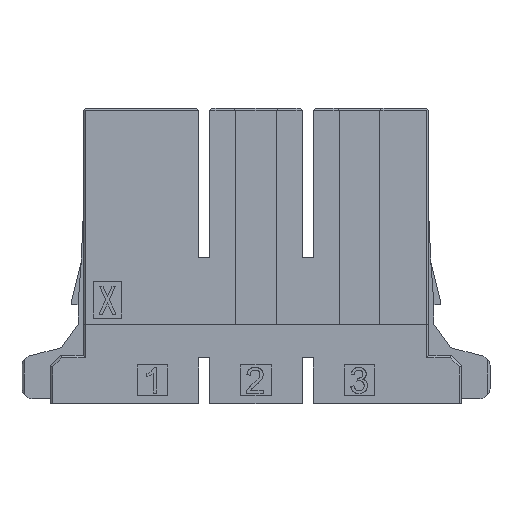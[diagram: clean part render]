
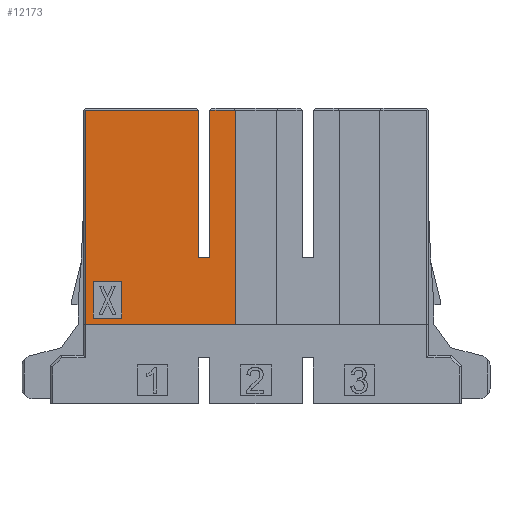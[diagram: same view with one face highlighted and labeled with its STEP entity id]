
A CAD part, top view. The second image highlights one B-rep face of the part: STEP entity #12173.
In plain terms, the highlighted planar face has unit normal (0, 0, 1).
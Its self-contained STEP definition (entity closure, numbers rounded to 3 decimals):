
#35=CARTESIAN_POINT('',(-16.76,-0.2,3.28));
#36=VERTEX_POINT('',#35);
#149=CARTESIAN_POINT('',(-2.,-0.2,3.28));
#150=VERTEX_POINT('',#149);
#157=CARTESIAN_POINT('',(-2.,-0.2,3.28));
#158=DIRECTION('',(-1.,0.,0.));
#159=VECTOR('',#158,14.76);
#160=LINE('',#157,#159);
#161=EDGE_CURVE('',#150,#36,#160,.T.);
#1180=CARTESIAN_POINT('',(-2.,20.8,3.28));
#1181=VERTEX_POINT('',#1180);
#1188=CARTESIAN_POINT('',(-2.,20.8,3.28));
#1189=DIRECTION('',(0.,-1.,0.));
#1190=VECTOR('',#1189,21.);
#1191=LINE('',#1188,#1190);
#1192=EDGE_CURVE('',#1181,#150,#1191,.T.);
#10184=CARTESIAN_POINT('',(-4.53,6.3,3.28));
#10185=VERTEX_POINT('',#10184);
#10192=CARTESIAN_POINT('',(-4.53,20.8,3.28));
#10193=VERTEX_POINT('',#10192);
#10194=CARTESIAN_POINT('',(-4.53,6.3,3.28));
#10195=DIRECTION('',(0.,1.,0.));
#10196=VECTOR('',#10195,14.5);
#10197=LINE('',#10194,#10196);
#10198=EDGE_CURVE('',#10185,#10193,#10197,.T.);
#10309=CARTESIAN_POINT('',(-5.63,20.8,3.28));
#10310=VERTEX_POINT('',#10309);
#10317=CARTESIAN_POINT('',(-5.63,6.3,3.28));
#10318=VERTEX_POINT('',#10317);
#10319=CARTESIAN_POINT('',(-5.63,20.8,3.28));
#10320=DIRECTION('',(0.,-1.,0.));
#10321=VECTOR('',#10320,14.5);
#10322=LINE('',#10319,#10321);
#10323=EDGE_CURVE('',#10310,#10318,#10322,.T.);
#10364=CARTESIAN_POINT('',(-5.63,6.3,3.28));
#10365=DIRECTION('',(1.,0.,0.));
#10366=VECTOR('',#10365,1.1);
#10367=LINE('',#10364,#10366);
#10368=EDGE_CURVE('',#10318,#10185,#10367,.T.);
#10717=CARTESIAN_POINT('',(-4.53,20.8,3.28));
#10718=DIRECTION('',(1.,0.,0.));
#10719=VECTOR('',#10718,2.53);
#10720=LINE('',#10717,#10719);
#10721=EDGE_CURVE('',#10193,#1181,#10720,.T.);
#10748=CARTESIAN_POINT('',(-16.76,20.8,3.28));
#10749=VERTEX_POINT('',#10748);
#10756=CARTESIAN_POINT('',(-16.76,20.8,3.28));
#10757=DIRECTION('',(1.,0.,0.));
#10758=VECTOR('',#10757,11.13);
#10759=LINE('',#10756,#10758);
#10760=EDGE_CURVE('',#10749,#10310,#10759,.T.);
#10897=CARTESIAN_POINT('',(-16.76,-0.2,3.28));
#10898=DIRECTION('',(0.,1.,0.));
#10899=VECTOR('',#10898,21.);
#10900=LINE('',#10897,#10899);
#10901=EDGE_CURVE('',#36,#10749,#10900,.T.);
#12124=CARTESIAN_POINT('',(0.,10.3,3.28));
#12125=DIRECTION('',(1.,0.,0.));
#12126=DIRECTION('',(0.,0.,1.));
#12127=AXIS2_PLACEMENT_3D('',#12124,#12126,#12125);
#12128=PLANE('',#12127);
#12129=ORIENTED_EDGE('',*,*,#161,.F.);
#12130=ORIENTED_EDGE('',*,*,#1192,.F.);
#12131=ORIENTED_EDGE('',*,*,#10721,.F.);
#12132=ORIENTED_EDGE('',*,*,#10198,.F.);
#12133=ORIENTED_EDGE('',*,*,#10368,.F.);
#12134=ORIENTED_EDGE('',*,*,#10323,.F.);
#12135=ORIENTED_EDGE('',*,*,#10760,.F.);
#12136=ORIENTED_EDGE('',*,*,#10901,.F.);
#12137=EDGE_LOOP('',(#12129,#12130,#12131,#12132,#12133,#12134,#12135,#12136));
#12138=FACE_OUTER_BOUND('',#12137,.T.);
#12139=CARTESIAN_POINT('',(-13.16,0.4,3.28));
#12140=VERTEX_POINT('',#12139);
#12141=CARTESIAN_POINT('',(-15.96,0.4,3.28));
#12142=VERTEX_POINT('',#12141);
#12143=CARTESIAN_POINT('',(-13.16,0.4,3.28));
#12144=DIRECTION('',(-1.,0.,0.));
#12145=VECTOR('',#12144,2.8);
#12146=LINE('',#12143,#12145);
#12147=EDGE_CURVE('',#12140,#12142,#12146,.T.);
#12148=ORIENTED_EDGE('',*,*,#12147,.T.);
#12149=CARTESIAN_POINT('',(-15.96,4.,3.28));
#12150=VERTEX_POINT('',#12149);
#12151=CARTESIAN_POINT('',(-15.96,0.4,3.28));
#12152=DIRECTION('',(0.,1.,0.));
#12153=VECTOR('',#12152,3.6);
#12154=LINE('',#12151,#12153);
#12155=EDGE_CURVE('',#12142,#12150,#12154,.T.);
#12156=ORIENTED_EDGE('',*,*,#12155,.T.);
#12157=CARTESIAN_POINT('',(-13.16,4.,3.28));
#12158=VERTEX_POINT('',#12157);
#12159=CARTESIAN_POINT('',(-15.96,4.,3.28));
#12160=DIRECTION('',(1.,0.,0.));
#12161=VECTOR('',#12160,2.8);
#12162=LINE('',#12159,#12161);
#12163=EDGE_CURVE('',#12150,#12158,#12162,.T.);
#12164=ORIENTED_EDGE('',*,*,#12163,.T.);
#12165=CARTESIAN_POINT('',(-13.16,4.,3.28));
#12166=DIRECTION('',(0.,-1.,0.));
#12167=VECTOR('',#12166,3.6);
#12168=LINE('',#12165,#12167);
#12169=EDGE_CURVE('',#12158,#12140,#12168,.T.);
#12170=ORIENTED_EDGE('',*,*,#12169,.T.);
#12171=EDGE_LOOP('',(#12148,#12156,#12164,#12170));
#12172=FACE_BOUND('',#12171,.T.);
#12173=ADVANCED_FACE('',(#12138,#12172),#12128,.T.);
